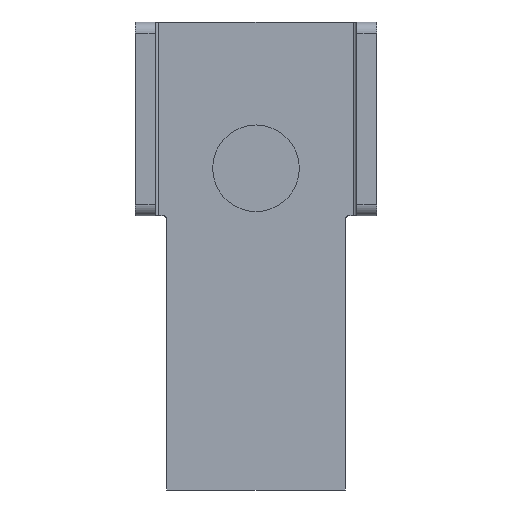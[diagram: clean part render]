
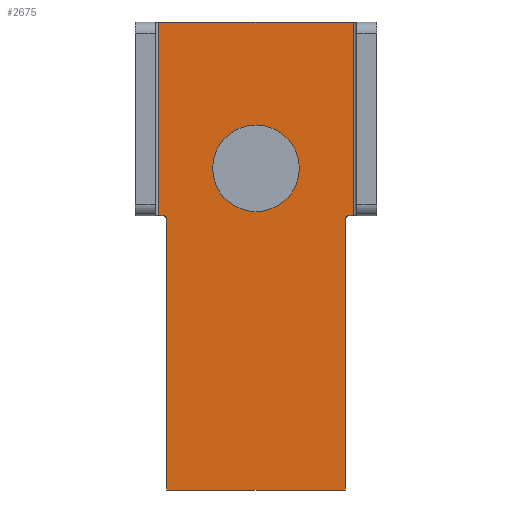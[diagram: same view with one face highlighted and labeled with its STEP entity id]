
A CAD part, front view. The second image highlights one B-rep face of the part: STEP entity #2675.
In plain terms, the highlighted planar face has unit normal (0, -1, 0).
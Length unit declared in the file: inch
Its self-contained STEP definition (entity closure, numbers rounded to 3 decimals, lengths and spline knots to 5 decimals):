
#32 = ORIENTED_EDGE ( 'NONE', *, *, #1067, .T. ) ;
#42 = DIRECTION ( 'NONE',  ( 0., 0., -1. ) ) ;
#66 = DIRECTION ( 'NONE',  ( 0., 0., -1. ) ) ;
#110 = VERTEX_POINT ( 'NONE', #3045 ) ;
#124 = ORIENTED_EDGE ( 'NONE', *, *, #569, .F. ) ;
#139 = EDGE_CURVE ( 'NONE', #1272, #2156, #286, .T. ) ;
#185 = EDGE_CURVE ( 'NONE', #1582, #2074, #3671, .T. ) ;
#194 = DIRECTION ( 'NONE',  ( 1., 0., 0. ) ) ;
#216 = AXIS2_PLACEMENT_3D ( 'NONE', #961, #2146, #642 ) ;
#265 = ORIENTED_EDGE ( 'NONE', *, *, #139, .T. ) ;
#286 = LINE ( 'NONE', #990, #3863 ) ;
#397 = CARTESIAN_POINT ( 'NONE',  ( -0.32559, -0.6, 1.34449 ) ) ;
#414 = VECTOR ( 'NONE', #948, 39.37008 ) ;
#477 = VERTEX_POINT ( 'NONE', #1770 ) ;
#482 = CIRCLE ( 'NONE', #2900, 0.05 ) ;
#564 = CARTESIAN_POINT ( 'NONE',  ( -3.02087, -0.6, 1.34449 ) ) ;
#569 = EDGE_CURVE ( 'NONE', #477, #110, #2567, .T. ) ;
#622 = ORIENTED_EDGE ( 'NONE', *, *, #2823, .T. ) ;
#642 = DIRECTION ( 'NONE',  ( 0., 0., 1. ) ) ;
#683 = CIRCLE ( 'NONE', #2897, 0.60108 ) ;
#744 = VECTOR ( 'NONE', #1934, 39.37008 ) ;
#771 = EDGE_CURVE ( 'NONE', #2156, #1854, #1786, .T. ) ;
#948 = DIRECTION ( 'NONE',  ( 1., 0., 0. ) ) ;
#961 = CARTESIAN_POINT ( 'NONE',  ( -0.38307, -0.6, -1.39449 ) ) ;
#990 = CARTESIAN_POINT ( 'NONE',  ( -2.91339, -0.6, 4.09984 ) ) ;
#1058 = CARTESIAN_POINT ( 'NONE',  ( -2.91339, -0.6, -1.39449 ) ) ;
#1067 = EDGE_CURVE ( 'NONE', #3446, #3314, #3689, .T. ) ;
#1081 = PLANE ( 'NONE',  #2789 ) ;
#1196 = DIRECTION ( 'NONE',  ( 0., 0., 1. ) ) ;
#1236 = VERTEX_POINT ( 'NONE', #3258 ) ;
#1272 = VERTEX_POINT ( 'NONE', #1058 ) ;
#1279 = DIRECTION ( 'NONE',  ( 0., 0., 1. ) ) ;
#1307 = EDGE_CURVE ( 'NONE', #1236, #3446, #1433, .T. ) ;
#1354 = DIRECTION ( 'NONE',  ( 0., 0., 1. ) ) ;
#1374 = FACE_BOUND ( 'NONE', #3058, .T. ) ;
#1392 = CARTESIAN_POINT ( 'NONE',  ( -6.01545, -0.6, 1.34449 ) ) ;
#1401 = CARTESIAN_POINT ( 'NONE',  ( -1.67323, -0.6, -0.686 ) ) ;
#1433 = LINE ( 'NONE', #564, #2508 ) ;
#1456 = DIRECTION ( 'NONE',  ( 0., 1., 0. ) ) ;
#1474 = DIRECTION ( 'NONE',  ( 1., 0., 0. ) ) ;
#1500 = CARTESIAN_POINT ( 'NONE',  ( -0.43307, -0.6, -5.15157 ) ) ;
#1582 = VERTEX_POINT ( 'NONE', #2177 ) ;
#1590 = CARTESIAN_POINT ( 'NONE',  ( -2.96339, -0.6, -1.39449 ) ) ;
#1591 = EDGE_CURVE ( 'NONE', #2470, #1582, #1619, .T. ) ;
#1619 = CIRCLE ( 'NONE', #216, 0.05 ) ;
#1656 = EDGE_LOOP ( 'NONE', ( #3765, #1940, #32, #622, #265, #3952, #3860, #1774, #2140, #3719 ) ) ;
#1756 = EDGE_CURVE ( 'NONE', #110, #477, #683, .T. ) ;
#1770 = CARTESIAN_POINT ( 'NONE',  ( -1.67323, -0.6, -1.28708 ) ) ;
#1774 = ORIENTED_EDGE ( 'NONE', *, *, #1591, .T. ) ;
#1786 = LINE ( 'NONE', #3327, #3084 ) ;
#1854 = VERTEX_POINT ( 'NONE', #1500 ) ;
#1934 = DIRECTION ( 'NONE',  ( 0., 0., 1. ) ) ;
#1940 = ORIENTED_EDGE ( 'NONE', *, *, #1307, .T. ) ;
#2055 = AXIS2_PLACEMENT_3D ( 'NONE', #3109, #2807, #1354 ) ;
#2074 = VERTEX_POINT ( 'NONE', #3639 ) ;
#2140 = ORIENTED_EDGE ( 'NONE', *, *, #185, .T. ) ;
#2146 = DIRECTION ( 'NONE',  ( 0., 1., 0. ) ) ;
#2156 = VERTEX_POINT ( 'NONE', #3852 ) ;
#2177 = CARTESIAN_POINT ( 'NONE',  ( -0.38307, -0.6, -1.34449 ) ) ;
#2218 = LINE ( 'NONE', #397, #744 ) ;
#2282 = CARTESIAN_POINT ( 'NONE',  ( -6.01545, -0.6, 1.34449 ) ) ;
#2317 = DIRECTION ( 'NONE',  ( 0., 0., 1. ) ) ;
#2328 = CARTESIAN_POINT ( 'NONE',  ( -0.32559, -0.6, 1.34449 ) ) ;
#2366 = CARTESIAN_POINT ( 'NONE',  ( -6.01545, -0.6, -1.34449 ) ) ;
#2470 = VERTEX_POINT ( 'NONE', #2478 ) ;
#2478 = CARTESIAN_POINT ( 'NONE',  ( -0.43307, -0.6, -1.39449 ) ) ;
#2508 = VECTOR ( 'NONE', #3321, 39.37008 ) ;
#2567 = CIRCLE ( 'NONE', #2055, 0.60108 ) ;
#2585 = FACE_OUTER_BOUND ( 'NONE', #1656, .T. ) ;
#2613 = DIRECTION ( 'NONE',  ( 0., -1., 0. ) ) ;
#2615 = VERTEX_POINT ( 'NONE', #2328 ) ;
#2675 = ADVANCED_FACE ( 'NONE', ( #1374, #2585 ), #1081, .F. ) ;
#2776 = DIRECTION ( 'NONE',  ( 0., 1., 0. ) ) ;
#2789 = AXIS2_PLACEMENT_3D ( 'NONE', #2282, #1456, #1196 ) ;
#2807 = DIRECTION ( 'NONE',  ( 0., -1., 0. ) ) ;
#2823 = EDGE_CURVE ( 'NONE', #3314, #1272, #482, .T. ) ;
#2857 = EDGE_CURVE ( 'NONE', #2470, #1854, #2858, .T. ) ;
#2858 = LINE ( 'NONE', #3711, #3486 ) ;
#2897 = AXIS2_PLACEMENT_3D ( 'NONE', #1401, #2613, #2317 ) ;
#2900 = AXIS2_PLACEMENT_3D ( 'NONE', #1590, #2776, #1279 ) ;
#2916 = LINE ( 'NONE', #1392, #3294 ) ;
#3045 = CARTESIAN_POINT ( 'NONE',  ( -1.67323, -0.6, -0.08492 ) ) ;
#3058 = EDGE_LOOP ( 'NONE', ( #3376, #124 ) ) ;
#3084 = VECTOR ( 'NONE', #1474, 39.37008 ) ;
#3085 = VECTOR ( 'NONE', #3755, 39.37008 ) ;
#3109 = CARTESIAN_POINT ( 'NONE',  ( -1.67323, -0.6, -0.686 ) ) ;
#3144 = CARTESIAN_POINT ( 'NONE',  ( -3.02087, -0.6, -1.34449 ) ) ;
#3164 = EDGE_CURVE ( 'NONE', #2074, #2615, #2218, .T. ) ;
#3258 = CARTESIAN_POINT ( 'NONE',  ( -3.02087, -0.6, 1.34449 ) ) ;
#3294 = VECTOR ( 'NONE', #194, 39.37008 ) ;
#3314 = VERTEX_POINT ( 'NONE', #3374 ) ;
#3321 = DIRECTION ( 'NONE',  ( 0., 0., -1. ) ) ;
#3327 = CARTESIAN_POINT ( 'NONE',  ( -0.43307, -0.6, -5.15157 ) ) ;
#3371 = CARTESIAN_POINT ( 'NONE',  ( -6.01545, -0.6, -1.34449 ) ) ;
#3374 = CARTESIAN_POINT ( 'NONE',  ( -2.96339, -0.6, -1.34449 ) ) ;
#3376 = ORIENTED_EDGE ( 'NONE', *, *, #1756, .F. ) ;
#3446 = VERTEX_POINT ( 'NONE', #3144 ) ;
#3486 = VECTOR ( 'NONE', #42, 39.37008 ) ;
#3637 = EDGE_CURVE ( 'NONE', #1236, #2615, #2916, .T. ) ;
#3639 = CARTESIAN_POINT ( 'NONE',  ( -0.32559, -0.6, -1.34449 ) ) ;
#3671 = LINE ( 'NONE', #3371, #3085 ) ;
#3689 = LINE ( 'NONE', #2366, #414 ) ;
#3711 = CARTESIAN_POINT ( 'NONE',  ( -0.43307, -0.6, 4.09984 ) ) ;
#3719 = ORIENTED_EDGE ( 'NONE', *, *, #3164, .T. ) ;
#3755 = DIRECTION ( 'NONE',  ( 1., 0., 0. ) ) ;
#3765 = ORIENTED_EDGE ( 'NONE', *, *, #3637, .F. ) ;
#3852 = CARTESIAN_POINT ( 'NONE',  ( -2.91339, -0.6, -5.15157 ) ) ;
#3860 = ORIENTED_EDGE ( 'NONE', *, *, #2857, .F. ) ;
#3863 = VECTOR ( 'NONE', #66, 39.37008 ) ;
#3952 = ORIENTED_EDGE ( 'NONE', *, *, #771, .T. ) ;
